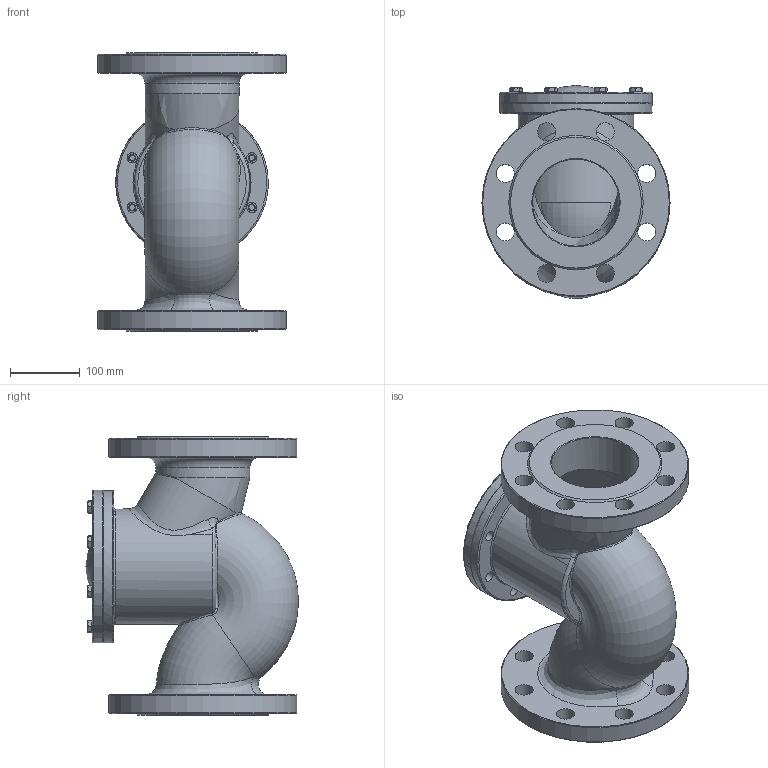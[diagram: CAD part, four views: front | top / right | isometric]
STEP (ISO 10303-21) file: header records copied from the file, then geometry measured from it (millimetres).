
FILE_DESCRIPTION(/* description */ (''),/* implementation_level */ '2;1');
FILE_NAME(/* name */ 'DN125_3D_STEP.stp',/* time_stamp */ '2025-12-02T00:54:24+03:00',/* author */ ('igorr'),/* organization */ (''),/* preprocessor_version */ 'ST-DEVELOPER v20',/* originating_system */ 'Autodesk Inventor 2025',/* authorisation */ '');
FILE_SCHEMA (('AUTOMOTIVE_DESIGN { 1 0 10303 214 3 1 1 }'));
Length unit declared in the file: millimetre
Products named in the file (3): Сборка1; Деталь1; AS 1110 - M10 x 16
Assembly tree (9 placements, depth 2):
  Сборка1
    Деталь1
    AS 1110 - M10 x 16  x8
Bounding box: 270 x 306.02 x 400 mm (x, y, z)
Volume: 7343983.6 mm3; surface area: 793502.6 mm2
Topology: 9 solids, 10 shells, 377 faces, 879 edges, 544 vertices
Faces by surface type: plane 172, cylinder 71, cone 64, bspline 55, torus 14, sphere 1
Full cylindrical faces by diameter (mm): 10 x8, 14.738 x16, 15 x1, 16 x8, 26 x16, 125 x2, 135 x1, 165.635 x1, 218.836 x2, 270 x2
Entity records: 9503 total; most frequent: CARTESIAN_POINT 4253, ORIENTED_EDGE 1038, DIRECTION 941, EDGE_CURVE 519, AXIS2_PLACEMENT_3D 390, VERTEX_POINT 334, EDGE_LOOP 291, CIRCLE 210
